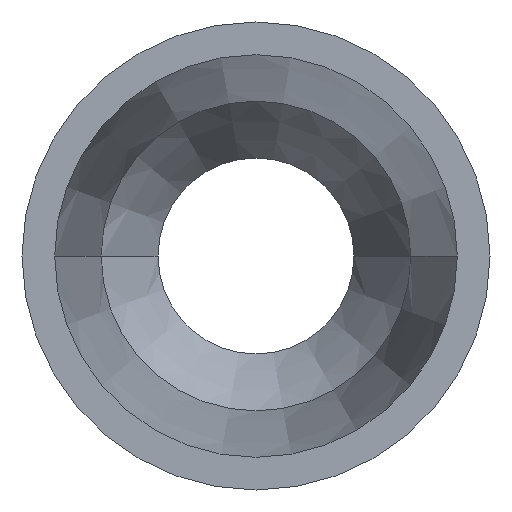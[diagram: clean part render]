
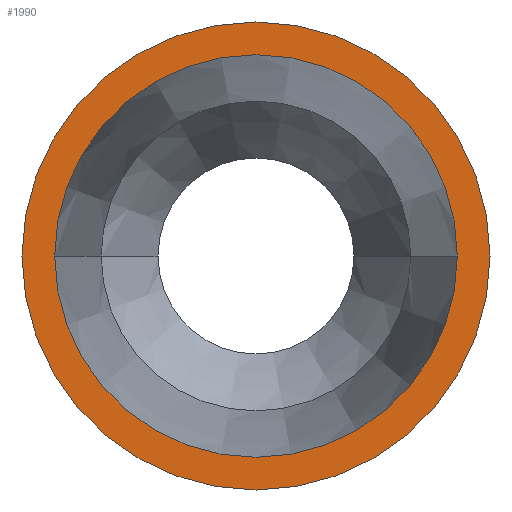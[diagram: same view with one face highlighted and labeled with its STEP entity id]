
A CAD part, front view. The second image highlights one B-rep face of the part: STEP entity #1990.
In plain terms, the highlighted planar face has unit normal (0, -1, 0).
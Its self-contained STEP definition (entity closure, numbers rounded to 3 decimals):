
#1430=CARTESIAN_POINT('',(1.85,-6.,0.));
#1440=VERTEX_POINT('',#1430);
#1530=CARTESIAN_POINT('',(-1.85,-6.,0.));
#1540=VERTEX_POINT('',#1530);
#1570=CARTESIAN_POINT('',(0.,-6.,0.));
#1580=DIRECTION('',(0.,1.,0.));
#1590=DIRECTION('',(1.,0.,0.));
#1600=AXIS2_PLACEMENT_3D('',#1570,#1580,#1590);
#1610=CIRCLE('',#1600,1.85);
#1620=EDGE_CURVE('',#1540,#1440,#1610,.T.);
#1740=CARTESIAN_POINT('',(2.,-6.,0.));
#1750=DIRECTION('',(-0.,1.,0.));
#1760=DIRECTION('',(1.,0.,0.));
#1770=AXIS2_PLACEMENT_3D('',#1740,#1750,#1760);
#1780=PLANE('',#1770);
#1790=CARTESIAN_POINT('',(0.,-6.,0.));
#1800=DIRECTION('',(0.,1.,0.));
#1810=DIRECTION('',(1.,0.,0.));
#1820=AXIS2_PLACEMENT_3D('',#1790,#1800,#1810);
#1830=CIRCLE('',#1820,2.15);
#1840=CARTESIAN_POINT('',(2.15,-6.,0.));
#1850=VERTEX_POINT('',#1840);
#1860=CARTESIAN_POINT('',(-2.15,-6.,0.));
#1870=VERTEX_POINT('',#1860);
#1880=EDGE_CURVE('',#1850,#1870,#1830,.T.);
#1890=ORIENTED_EDGE('',*,*,#1880,.F.);
#1900=EDGE_CURVE('',#1870,#1850,#1830,.T.);
#1910=ORIENTED_EDGE('',*,*,#1900,.F.);
#1920=EDGE_LOOP('',(#1910,#1890));
#1930=FACE_OUTER_BOUND('',#1920,.T.);
#1940=EDGE_CURVE('',#1440,#1540,#1610,.T.);
#1950=ORIENTED_EDGE('',*,*,#1940,.T.);
#1960=ORIENTED_EDGE('',*,*,#1620,.T.);
#1970=EDGE_LOOP('',(#1960,#1950));
#1980=FACE_BOUND('',#1970,.T.);
#1990=ADVANCED_FACE('',(#1930,#1980),#1780,.F.);
